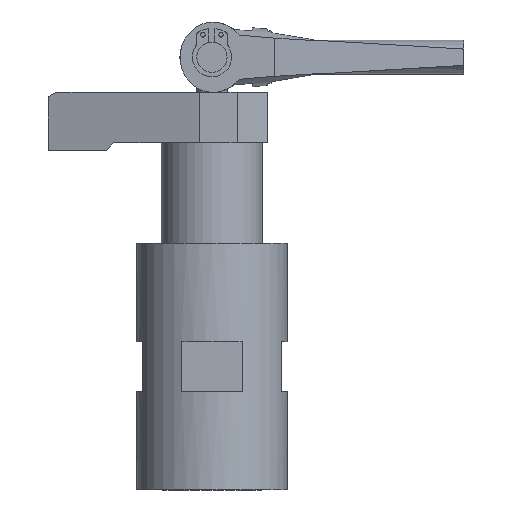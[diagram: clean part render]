
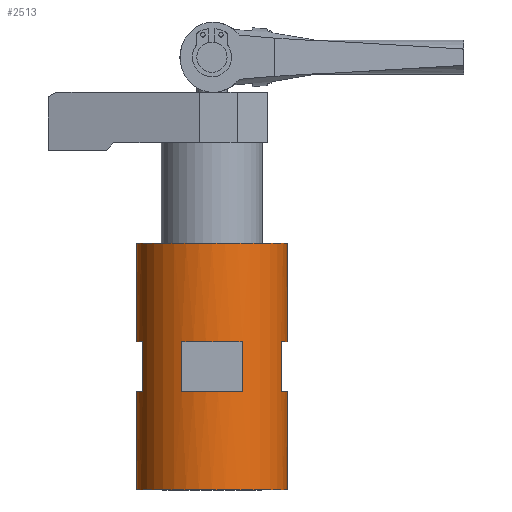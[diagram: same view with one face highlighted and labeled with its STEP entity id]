
A CAD part, front view. The second image highlights one B-rep face of the part: STEP entity #2513.
In plain terms, the highlighted cylindrical face has radius 30 mm (diameter 60 mm), a partial arc.
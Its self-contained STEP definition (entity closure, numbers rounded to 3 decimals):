
#885=VERTEX_POINT('',#2568);
#905=VERTEX_POINT('',#2588);
#997=VERTEX_POINT('',#2690);
#1127=EDGE_CURVE('',#1535,#997,#2836,.T.);
#1147=VERTEX_POINT('',#2857);
#1207=EDGE_CURVE('',#905,#1613,#2921,.T.);
#1319=VERTEX_POINT('',#3043);
#1365=VERTEX_POINT('',#3094);
#1495=EDGE_CURVE('',#1147,#1989,#3238,.T.);
#1531=EDGE_CURVE('',#2487,#2331,#3277,.T.);
#1535=VERTEX_POINT('',#3281);
#1537=EDGE_CURVE('',#1147,#905,#3283,.T.);
#1589=EDGE_CURVE('',#2167,#1857,#3336,.T.);
#1613=VERTEX_POINT('',#3364);
#1637=VERTEX_POINT('',#3393);
#1645=EDGE_CURVE('',#1613,#1319,#3401,.T.);
#1655=EDGE_CURVE('',#1841,#2167,#3413,.T.);
#1733=EDGE_CURVE('',#1989,#1365,#3498,.T.);
#1805=EDGE_CURVE('',#2407,#997,#3580,.T.);
#1841=VERTEX_POINT('',#3620);
#1857=VERTEX_POINT('',#3637);
#1877=EDGE_CURVE('',#1857,#885,#3661,.T.);
#1989=VERTEX_POINT('',#3793);
#2167=VERTEX_POINT('',#3991);
#2231=EDGE_CURVE('',#2331,#1637,#4061,.T.);
#2301=EDGE_CURVE('',#1365,#1637,#4139,.T.);
#2303=EDGE_CURVE('',#1535,#2487,#4141,.T.);
#2331=VERTEX_POINT('',#4172);
#2351=EDGE_CURVE('',#2407,#1319,#4193,.T.);
#2387=EDGE_CURVE('',#885,#1841,#4230,.T.);
#2407=VERTEX_POINT('',#4250);
#2487=VERTEX_POINT('',#4338);
#2513=ADVANCED_FACE('',(#4367,#4368),#4369,.T.);
#2568=CARTESIAN_POINT('',(11.99,-27.5,59.0));
#2588=CARTESIAN_POINT('',(27.5,-11.99,39.0));
#2690=CARTESIAN_POINT('',(-30.,0.,98.0));
#2836=LINE('',#4782,#4783);
#2857=CARTESIAN_POINT('',(30.0,0.,39.0));
#2921=LINE('',#4890,#4891);
#3043=CARTESIAN_POINT('',(30.0,0.,59.0));
#3094=CARTESIAN_POINT('',(-30.,0.,0.));
#3238=LINE('',#5321,#5322);
#3277=LINE('',#5379,#5380);
#3281=CARTESIAN_POINT('',(-30.,0.,59.0));
#3283=CIRCLE('',#5387,30.0);
#3336=LINE('',#5476,#5477);
#3364=CARTESIAN_POINT('',(27.5,-11.99,59.0));
#3393=CARTESIAN_POINT('',(-30.,0.,39.0));
#3401=CIRCLE('',#5573,30.0);
#3413=CIRCLE('',#5589,30.0);
#3498=CIRCLE('',#5724,30.0);
#3580=CIRCLE('',#5835,30.0);
#3620=CARTESIAN_POINT('',(11.99,-27.5,39.0));
#3637=CARTESIAN_POINT('',(-11.99,-27.5,59.0));
#3661=CIRCLE('',#5950,30.0);
#3793=CARTESIAN_POINT('',(30.0,0.,0.));
#3991=CARTESIAN_POINT('',(-11.99,-27.5,39.0));
#4061=CIRCLE('',#6526,30.0);
#4139=LINE('',#6630,#6631);
#4141=CIRCLE('',#6634,30.0);
#4172=CARTESIAN_POINT('',(-27.5,-11.99,39.0));
#4193=LINE('',#6714,#6715);
#4230=LINE('',#6768,#6769);
#4250=CARTESIAN_POINT('',(30.0,0.,98.0));
#4338=CARTESIAN_POINT('',(-27.5,-11.99,59.0));
#4367=FACE_BOUND('',#6947,.T.);
#4368=FACE_OUTER_BOUND('',#6948,.T.);
#4369=CYLINDRICAL_SURFACE('',#6949,30.0);
#4782=CARTESIAN_POINT('',(-30.,0.,49.0));
#4783=VECTOR('',#7316,1.0);
#4890=CARTESIAN_POINT('',(27.5,-11.99,49.0));
#4891=VECTOR('',#7392,1.0);
#5321=CARTESIAN_POINT('',(30.0,0.,49.0));
#5322=VECTOR('',#7753,1.0);
#5379=CARTESIAN_POINT('',(-27.5,-11.99,49.0));
#5380=VECTOR('',#7803,1.0);
#5387=AXIS2_PLACEMENT_3D('',#7804,#7805,#7806);
#5476=CARTESIAN_POINT('',(-11.99,-27.5,49.0));
#5477=VECTOR('',#7839,1.0);
#5573=AXIS2_PLACEMENT_3D('',#7955,#7956,#7957);
#5589=AXIS2_PLACEMENT_3D('',#7976,#7977,#7978);
#5724=AXIS2_PLACEMENT_3D('',#8082,#8083,#8084);
#5835=AXIS2_PLACEMENT_3D('',#8187,#8188,#8189);
#5950=AXIS2_PLACEMENT_3D('',#8283,#8284,#8285);
#6526=AXIS2_PLACEMENT_3D('',#8823,#8824,#8825);
#6630=CARTESIAN_POINT('',(-30.,0.,49.0));
#6631=VECTOR('',#8902,1.0);
#6634=AXIS2_PLACEMENT_3D('',#8903,#8904,#8905);
#6714=CARTESIAN_POINT('',(30.0,0.,49.0));
#6715=VECTOR('',#8959,1.0);
#6768=CARTESIAN_POINT('',(11.99,-27.5,49.0));
#6769=VECTOR('',#8987,1.0);
#6947=EDGE_LOOP('',(#9116,#9117,#9118,#9119));
#6948=EDGE_LOOP('',(#9120,#9121,#9122,#9123,#9124,#9125,#9126,#9127,#9128,#9129,#9130,#9131));
#6949=AXIS2_PLACEMENT_3D('',#9132,#9133,#9134);
#7316=DIRECTION('',(-0.0,-0.0,1.0));
#7392=DIRECTION('',(0.0,0.0,1.0));
#7753=DIRECTION('',(0.0,0.0,-1.0));
#7803=DIRECTION('',(0.0,0.0,-1.0));
#7804=CARTESIAN_POINT('',(0.,0.,39.0));
#7805=DIRECTION('',(0.0,0.0,-1.0));
#7806=DIRECTION('',(1.0,0.,0.0));
#7839=DIRECTION('',(0.0,0.0,1.0));
#7955=CARTESIAN_POINT('',(0.,0.,59.0));
#7956=DIRECTION('',(0.0,0.0,1.0));
#7957=DIRECTION('',(1.0,0.,0.0));
#7976=CARTESIAN_POINT('',(0.,0.,39.0));
#7977=DIRECTION('',(0.0,0.0,-1.0));
#7978=DIRECTION('',(1.0,0.,0.0));
#8082=CARTESIAN_POINT('',(0.,0.,0.));
#8083=DIRECTION('',(0.0,0.0,-1.0));
#8084=DIRECTION('',(1.0,0.,0.0));
#8187=CARTESIAN_POINT('',(0.,0.,98.0));
#8188=DIRECTION('',(0.0,0.0,-1.0));
#8189=DIRECTION('',(1.0,0.,0.0));
#8283=CARTESIAN_POINT('',(0.,0.,59.0));
#8284=DIRECTION('',(0.0,0.0,1.0));
#8285=DIRECTION('',(1.0,0.,0.0));
#8823=CARTESIAN_POINT('',(0.,0.,39.0));
#8824=DIRECTION('',(0.0,0.0,-1.0));
#8825=DIRECTION('',(1.0,0.,0.0));
#8902=DIRECTION('',(-0.0,-0.0,1.0));
#8903=CARTESIAN_POINT('',(0.,0.,59.0));
#8904=DIRECTION('',(0.0,0.0,1.0));
#8905=DIRECTION('',(1.0,0.,0.0));
#8959=DIRECTION('',(0.0,0.0,-1.0));
#8987=DIRECTION('',(0.0,0.0,-1.0));
#9116=ORIENTED_EDGE('',*,*,#1655,.T.);
#9117=ORIENTED_EDGE('',*,*,#1589,.T.);
#9118=ORIENTED_EDGE('',*,*,#1877,.T.);
#9119=ORIENTED_EDGE('',*,*,#2387,.T.);
#9120=ORIENTED_EDGE('',*,*,#2351,.F.);
#9121=ORIENTED_EDGE('',*,*,#1805,.T.);
#9122=ORIENTED_EDGE('',*,*,#1127,.F.);
#9123=ORIENTED_EDGE('',*,*,#2303,.T.);
#9124=ORIENTED_EDGE('',*,*,#1531,.T.);
#9125=ORIENTED_EDGE('',*,*,#2231,.T.);
#9126=ORIENTED_EDGE('',*,*,#2301,.F.);
#9127=ORIENTED_EDGE('',*,*,#1733,.F.);
#9128=ORIENTED_EDGE('',*,*,#1495,.F.);
#9129=ORIENTED_EDGE('',*,*,#1537,.T.);
#9130=ORIENTED_EDGE('',*,*,#1207,.T.);
#9131=ORIENTED_EDGE('',*,*,#1645,.T.);
#9132=CARTESIAN_POINT('',(0.,0.,49.0));
#9133=DIRECTION('',(-0.0,-0.0,1.0));
#9134=DIRECTION('',(1.0,0.,0.0));
